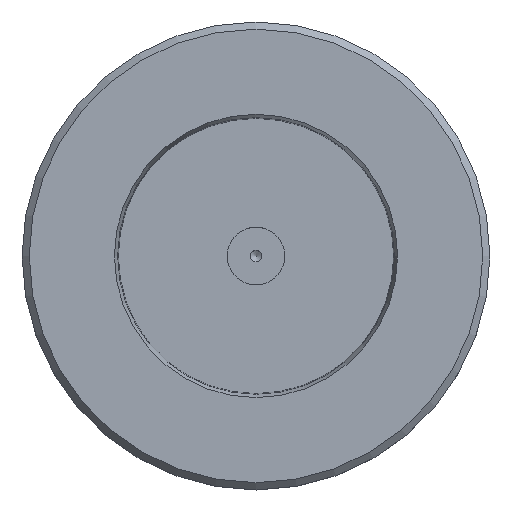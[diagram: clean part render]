
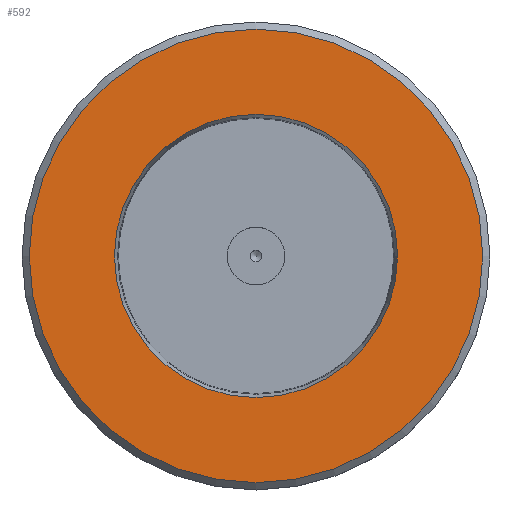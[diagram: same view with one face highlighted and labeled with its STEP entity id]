
A CAD part, top view. The second image highlights one B-rep face of the part: STEP entity #592.
In plain terms, the highlighted planar face has unit normal (0, 0, 1).
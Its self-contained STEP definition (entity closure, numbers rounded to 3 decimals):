
#18=FACE_BOUND('',#196,.T.);
#27=PLANE('',#657);
#159=FACE_OUTER_BOUND('',#195,.T.);
#195=EDGE_LOOP('',(#430));
#196=EDGE_LOOP('',(#431));
#241=CIRCLE('',#654,39.342);
#243=CIRCLE('',#658,63.);
#276=VERTEX_POINT('',#932);
#278=VERTEX_POINT('',#940);
#335=EDGE_CURVE('',#276,#276,#241,.T.);
#338=EDGE_CURVE('',#278,#278,#243,.T.);
#430=ORIENTED_EDGE('',*,*,#338,.F.);
#431=ORIENTED_EDGE('',*,*,#335,.F.);
#592=ADVANCED_FACE('',(#159,#18),#27,.T.);
#654=AXIS2_PLACEMENT_3D('',#934,#738,#739);
#657=AXIS2_PLACEMENT_3D('',#939,#745,#746);
#658=AXIS2_PLACEMENT_3D('',#941,#747,#748);
#738=DIRECTION('center_axis',(0.,0.,1.));
#739=DIRECTION('ref_axis',(-1.,0.,0.));
#745=DIRECTION('center_axis',(0.,0.,1.));
#746=DIRECTION('ref_axis',(1.,0.,0.));
#747=DIRECTION('center_axis',(0.,0.,-1.));
#748=DIRECTION('ref_axis',(-1.,0.,0.));
#932=CARTESIAN_POINT('',(39.342,0.,55.));
#934=CARTESIAN_POINT('Origin',(0.,0.,55.));
#939=CARTESIAN_POINT('Origin',(38.25,0.,55.));
#940=CARTESIAN_POINT('',(63.,0.,55.));
#941=CARTESIAN_POINT('Origin',(0.,0.,55.));
